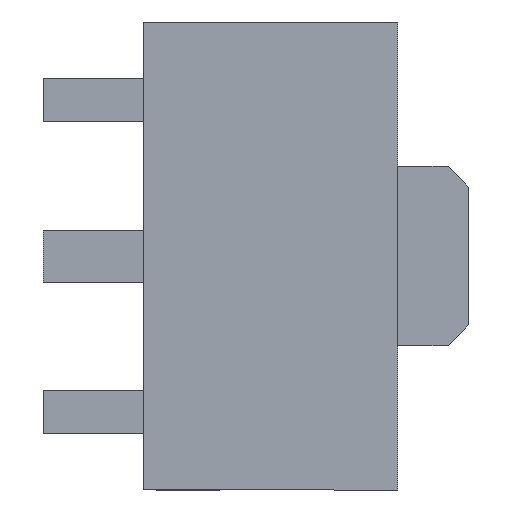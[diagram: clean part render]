
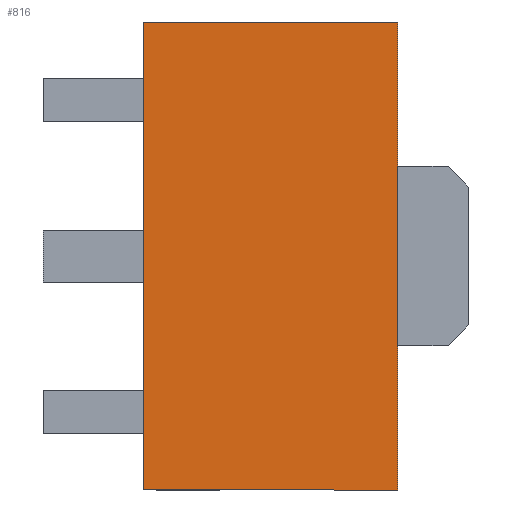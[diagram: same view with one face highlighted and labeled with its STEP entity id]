
A CAD part, front view. The second image highlights one B-rep face of the part: STEP entity #816.
In plain terms, the highlighted planar face has unit normal (0, -1, 0).
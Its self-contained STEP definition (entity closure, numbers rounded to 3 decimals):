
#4 = VERTEX_POINT ( 'NONE', #13 ) ;
#13 = CARTESIAN_POINT ( 'NONE',  ( -1.59, 0., -2.25 ) ) ;
#16 = EDGE_CURVE ( 'NONE', #571, #446, #400, .T. ) ;
#17 = DIRECTION ( 'NONE',  ( 0., 0., -1. ) ) ;
#64 = PLANE ( 'NONE',  #822 ) ;
#100 = VECTOR ( 'NONE', #747, 1000. ) ;
#111 = ORIENTED_EDGE ( 'NONE', *, *, #957, .T. ) ;
#125 = CARTESIAN_POINT ( 'NONE',  ( -1.59, 0., 2.25 ) ) ;
#189 = ORIENTED_EDGE ( 'NONE', *, *, #865, .T. ) ;
#217 = CARTESIAN_POINT ( 'NONE',  ( 0.855, 0., 2.25 ) ) ;
#283 = DIRECTION ( 'NONE',  ( 0., 0., 1. ) ) ;
#298 = VECTOR ( 'NONE', #922, 1000. ) ;
#299 = EDGE_CURVE ( 'NONE', #4, #571, #660, .T. ) ;
#334 = VECTOR ( 'NONE', #17, 1000. ) ;
#342 = VERTEX_POINT ( 'NONE', #125 ) ;
#380 = LINE ( 'NONE', #693, #298 ) ;
#388 = CARTESIAN_POINT ( 'NONE',  ( 0.855, 0., -2.25 ) ) ;
#400 = LINE ( 'NONE', #715, #612 ) ;
#446 = VERTEX_POINT ( 'NONE', #217 ) ;
#532 = DIRECTION ( 'NONE',  ( 0., 1., 0. ) ) ;
#571 = VERTEX_POINT ( 'NONE', #388 ) ;
#608 = ORIENTED_EDGE ( 'NONE', *, *, #16, .T. ) ;
#612 = VECTOR ( 'NONE', #635, 1000. ) ;
#635 = DIRECTION ( 'NONE',  ( 0., 0., 1. ) ) ;
#660 = LINE ( 'NONE', #866, #100 ) ;
#684 = ORIENTED_EDGE ( 'NONE', *, *, #299, .T. ) ;
#693 = CARTESIAN_POINT ( 'NONE',  ( 0.855, 0., 2.25 ) ) ;
#715 = CARTESIAN_POINT ( 'NONE',  ( 0.855, 0., 2.25 ) ) ;
#747 = DIRECTION ( 'NONE',  ( 1., 0., 0. ) ) ;
#763 = CARTESIAN_POINT ( 'NONE',  ( -0.367, 0., 0. ) ) ;
#771 = LINE ( 'NONE', #786, #334 ) ;
#786 = CARTESIAN_POINT ( 'NONE',  ( -1.59, 0., 2.25 ) ) ;
#804 = EDGE_LOOP ( 'NONE', ( #189, #684, #608, #111 ) ) ;
#816 = ADVANCED_FACE ( 'NONE', ( #826 ), #64, .F. ) ;
#822 = AXIS2_PLACEMENT_3D ( 'NONE', #763, #532, #283 ) ;
#826 = FACE_OUTER_BOUND ( 'NONE', #804, .T. ) ;
#865 = EDGE_CURVE ( 'NONE', #342, #4, #771, .T. ) ;
#866 = CARTESIAN_POINT ( 'NONE',  ( 0.855, 0., -2.25 ) ) ;
#922 = DIRECTION ( 'NONE',  ( -1., 0., 0. ) ) ;
#957 = EDGE_CURVE ( 'NONE', #446, #342, #380, .T. ) ;
